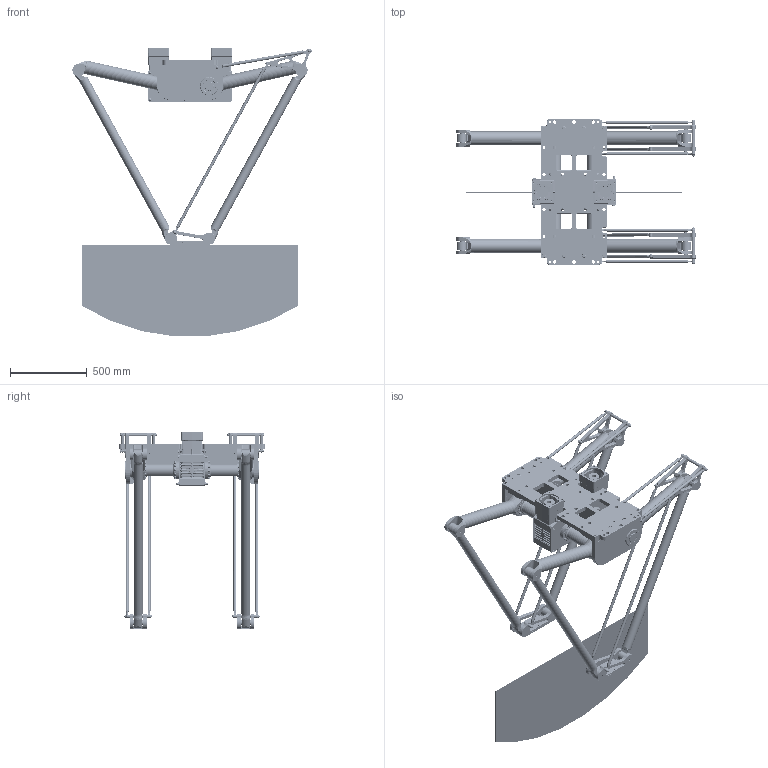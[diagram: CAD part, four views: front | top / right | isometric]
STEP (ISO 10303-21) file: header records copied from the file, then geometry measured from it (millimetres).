
FILE_DESCRIPTION(/* description */ (''),/* implementation_level */ '2;1');
FILE_NAME(/* name */ '3D-model_A_00867.stp',/* time_stamp */ '2022-08-03T09:03:24+02:00',/* author */ ('michael.schutter'),/* organization */ ('Majatronic'),/* preprocessor_version */ 'ST-DEVELOPER v16.5',/* originating_system */ 'Autodesk Inventor 2017',/* authorisation */ '');
FILE_SCHEMA (('AUTOMOTIVE_DESIGN { 1 0 10303 214 3 1 1 }'));
Products named in the file (10): A_00867_DUMMY; MT_WST00106243 Dummy Kopfplatte; MT_WST00106978; MT_WST00107000; MT_WST00107002; MT_WST00063602MT_WST; MT_WST00068487MT_WST; MT_WST00068483MT_WST; MT_WST00068486MT_WST; MT_WST00063616MT_WST
Assembly tree (22 placements, depth 2):
  A_00867_DUMMY
    MT_WST00106243 Dummy Kopfplatte
    MT_WST00106978
    MT_WST00107000  x2
    MT_WST00107002  x2
    MT_WST00063602MT_WST  x2
    MT_WST00068487MT_WST  x4
    MT_WST00068483MT_WST  x4
    MT_WST00068486MT_WST  x4
    MT_WST00063616MT_WST  x2
Bounding box: 1555.71 x 950 x 1876.11 mm (x, y, z)
Volume: 84952891.4 mm3; surface area: 7878914.3 mm2
Topology: 22 solids, 26 shells, 8026 faces, 20132 edges, 12542 vertices
Faces by surface type: plane 3021, cylinder 2478, bspline 1226, cone 902, torus 251, sphere 148
Full cylindrical faces by diameter (mm): 3 x4, 4.77 x8, 4.917 x28, 4.918 x4, 8 x12, 8.376 x20, 9.6 x4, 9.8 x2, 10 x70, 11 x4, 12 x9, 13 x96, 15 x16, 15.4 x7, 17 x4, 17.2 x8, 17.294 x14, 18 x32, 20 x52, 22 x18, 24 x8, 25 x4, 26 x8, 28 x2, 32 x16, 48 x2, 50 x2, 52 x2, 55 x8, 60 x6
Entity records: 277594 total; most frequent: CARTESIAN_POINT 113077, DIRECTION 33038, ORIENTED_EDGE 32932, EDGE_CURVE 16466, AXIS2_PLACEMENT_3D 13051, VERTEX_POINT 10620, EDGE_LOOP 8050, LINE 6936
